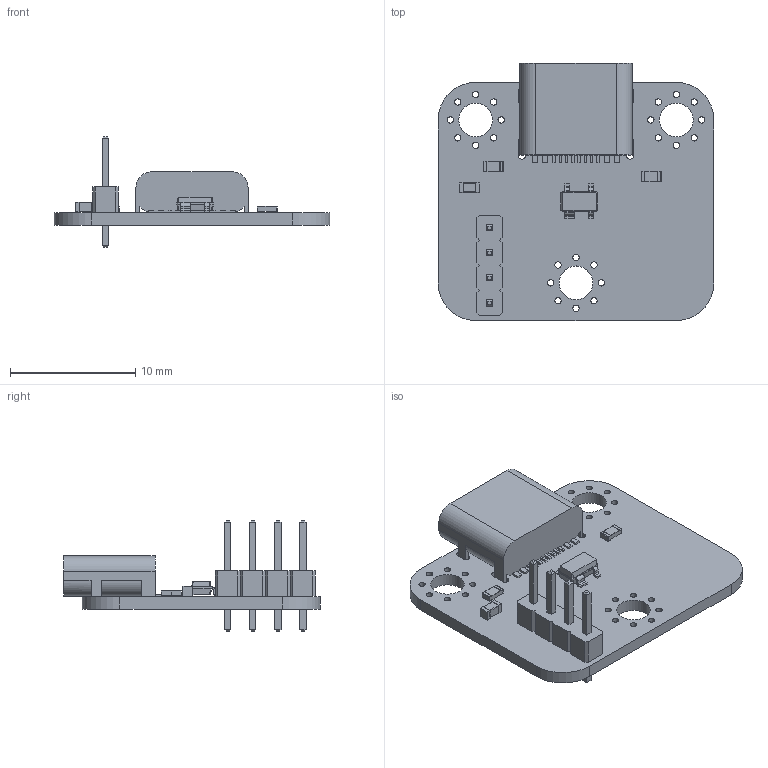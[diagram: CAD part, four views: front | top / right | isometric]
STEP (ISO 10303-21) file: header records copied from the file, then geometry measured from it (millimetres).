
FILE_DESCRIPTION(('KiCad electronic assembly'),'2;1');
FILE_NAME('daughterboard.step','2019-08-14T04:37:44',('An Author'),( 'A Company'),'Open CASCADE STEP processor 6.9', 'KiCad to STEP converter','Unknown');
FILE_SCHEMA(('AUTOMOTIVE_DESIGN { 1 0 10303 214 1 1 1 1 }'));
Length unit declared in the file: millimetre
Products named in the file (12): Open CASCADE STEP translator 6.9 1; HRO__TYPE-C-31-M-12; SOLID; C_0603_1608Metric; SOT-143; R_0603_1608Metric; PinHeader_1x04_P2.00mm_Vertical; COMPOUND
Assembly tree (12 placements, depth 3):
  Open CASCADE STEP translator 6.9 1
    HRO__TYPE-C-31-M-12
      SOLID
    C_0603_1608Metric
      SOLID
    SOT-143
      SOLID
    R_0603_1608Metric  x2
      SOLID
    PinHeader_1x04_P2.00mm_Vertical
      SOLID
    COMPOUND
Bounding box: 22 x 20.5 x 8.8 mm (x, y, z)
Volume: 525.9 mm3; surface area: 1539.6 mm2
Topology: 7 solids, 7 shells, 469 faces, 1223 edges, 782 vertices
Faces by surface type: plane 320, cylinder 111, bspline 28, cone 10
Full cylindrical faces by diameter (mm): 0.5 x26, 0.65 x2, 0.8 x4, 2.7 x3
Entity records: 32096 total; most frequent: CARTESIAN_POINT 6831, DIRECTION 4325, LINE 2867, VECTOR 2867, ORIENTED_EDGE 2310, PCURVE 2310, DEFINITIONAL_REPRESENTATION 2310, EDGE_CURVE 1155
